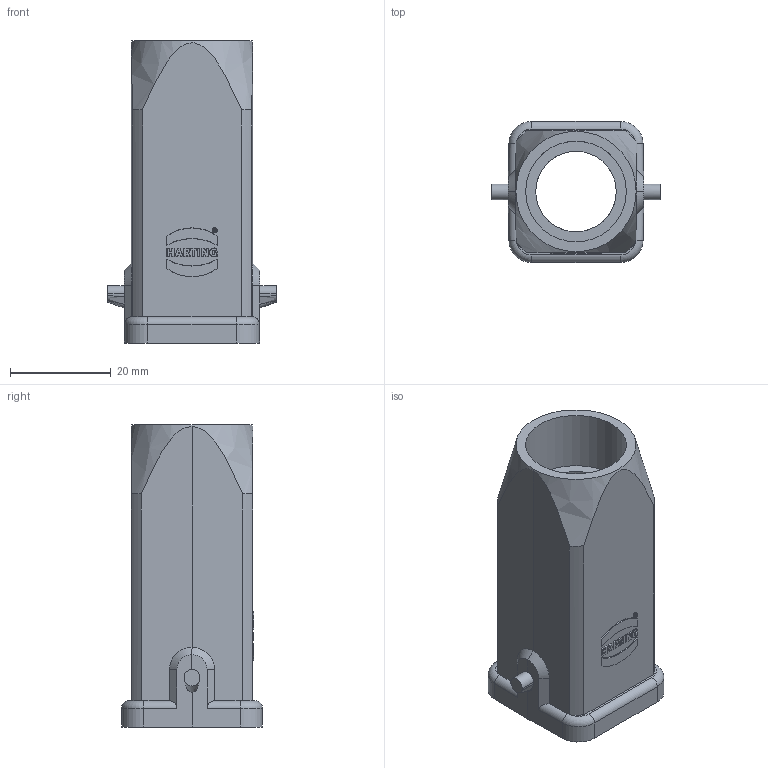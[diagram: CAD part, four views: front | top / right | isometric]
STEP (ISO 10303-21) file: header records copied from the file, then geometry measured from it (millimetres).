
FILE_DESCRIPTION(/* description */ (''),/* implementation_level */ '2;1');
FILE_NAME(/* name */ '100094840ugm000_d.stp',/* time_stamp */ '2019-03-25T16:33:07+01:00',/* author */ (''),/* organization */ (''),/* preprocessor_version */ 'ST-DEVELOPER v16.7',/* originating_system */ 'SIEMENS PLM Software NX 12.0',/* authorisation */ '');
FILE_SCHEMA (('AUTOMOTIVE_DESIGN { 1 0 10303 214 3 1 1 1 }'));
Length unit declared in the file: millimetre
Products named in the file (1): 100094840ugm000_d
Bounding box: 33.4 x 28 x 60 mm (x, y, z)
Volume: 9297.9 mm3; surface area: 11363 mm2
Topology: 1 solids, 1 shells, 270 faces, 690 edges, 438 vertices
Faces by surface type: plane 129, bspline 71, cylinder 39, cone 16, torus 15
Full cylindrical faces by diameter (mm): 3.08 x1, 5.9 x1, 16 x1, 20 x1
Entity records: 12370 total; most frequent: CARTESIAN_POINT 4658, ORIENTED_EDGE 1354, DIRECTION 962, EDGE_CURVE 677, VERTEX_POINT 433, AXIS2_PLACEMENT_3D 322, LINE 318, VECTOR 318
